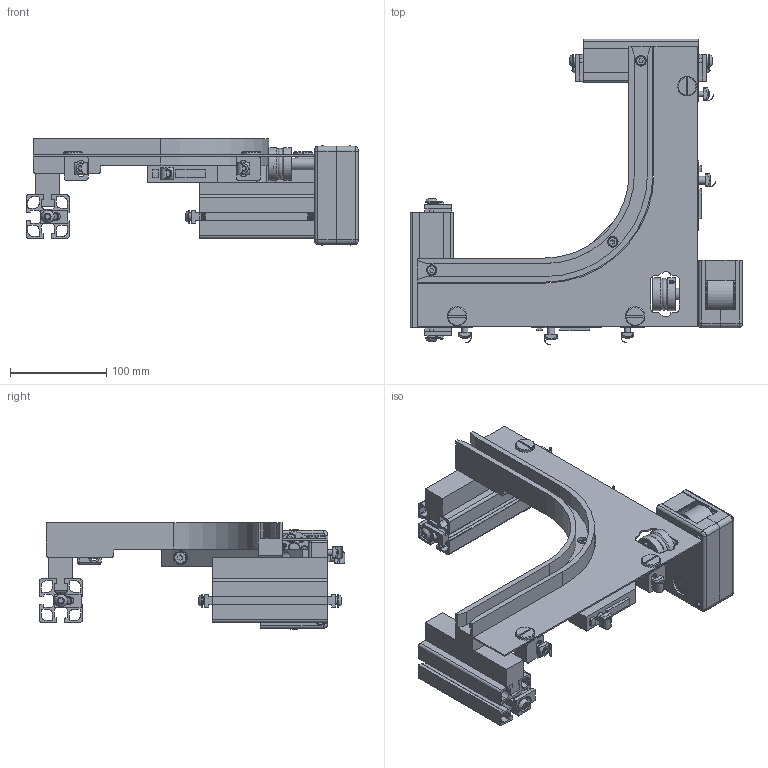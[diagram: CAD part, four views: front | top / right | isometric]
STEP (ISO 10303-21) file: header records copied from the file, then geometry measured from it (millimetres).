
FILE_DESCRIPTION(/* description */ (''),/* implementation_level */ '2;1');
FILE_NAME(/* name */ '43-0050-0FZ-01_Kurve 200 - 90 rechts_links.step',/* time_stamp */ '2024-03-01T11:19:02+01:00',/* author */ ('MuellerJ'),/* organization */ ('MiniTec GmbH & Co.KG'),/* preprocessor_version */ 'ST-DEVELOPER v19.2',/* originating_system */ 'Autodesk Inventor 2023',/* authorisation */ '');
FILE_SCHEMA (('CONFIG_CONTROL_DESIGN'));
Length unit declared in the file: millimetre
Products named in the file (34): 43-0050-0FZ.000; 43-1310-1FZ.000; 43-1311-1FZ.002; 43-1312-0FZ.001; leer; 21-1355-1FZ.002; leer_1; 22-1089-0FZ.001; leer_2; 21-1351-2FZ.005; leer_3; 21-1492-0FZ.003; leer_4; leer_5; 21-1393-2FZ.003; 20-1033-0FZ.001; leer_6; leer_7; 21-1351-2FZ.005_1; leer_8; 43-1101-0BG.002; 43-1101-1FZ.001; MTW_1-00207832; MTW_1-00101639; leer_9; 43-1104-0FZ.003; leer_10; leer_11; 43-1106-0FZ.001; leer_12; 43-1107-0FZ.001; leer_13; leer_14; leer_15
Assembly tree (58 placements, depth 4):
  43-0050-0FZ.000
    43-1310-1FZ.000
    43-1311-1FZ.002
    43-1312-0FZ.001
    leer  x3
      21-1351-2FZ.005
      21-1355-1FZ.002
      leer_1
    22-1089-0FZ.001  x2
    leer_2  x2
    21-1351-2FZ.005  x2
    leer_3  x4
      21-1492-0FZ.003
      leer_4
        leer_5
        21-1393-2FZ.003
    20-1033-0FZ.001  x2
    leer_6  x3
    leer_7  x2
    21-1351-2FZ.005_1  x2
    leer_8
    43-1101-0BG.002
      43-1101-1FZ.001  x2
      MTW_1-00207832
      MTW_1-00101639
      leer_9  x4
      43-1104-0FZ.003  x2
      leer_10  x2
      leer_11  x2
      43-1106-0FZ.001
      leer_12
      43-1107-0FZ.001
      leer_13  x3
      leer_14  x3
      leer_15
Bounding box: 345 x 317.55 x 111.05 mm (x, y, z)
Volume: 1120620.5 mm3; surface area: 470367.6 mm2
Topology: 64 solids, 68 shells, 1709 faces, 4587 edges, 3049 vertices
Faces by surface type: plane 872, cylinder 531, cone 127, torus 127, sphere 44, bspline 8
Full cylindrical faces by diameter (mm): 3.5 x2, 4.134 x11, 4.917 x1, 5 x11, 5.5 x5, 6 x17, 6.6 x6, 8 x16, 8.2 x4, 8.5 x5, 9 x4, 9.5 x3, 10 x8, 11 x3, 12 x11, 13 x2, 13.5 x4, 15 x2, 16.65 x16, 16.95 x8, 17 x5, 20 x3, 22 x4, 23.48 x8, 25.05 x8, 28 x6, 29 x4, 34 x2, 34.975 x2, 39 x4
Entity records: 25450 total; most frequent: CARTESIAN_POINT 5058, DIRECTION 4055, ORIENTED_EDGE 3852, EDGE_CURVE 1926, AXIS2_PLACEMENT_3D 1474, VERTEX_POINT 1298, LINE 1107, VECTOR 1107
